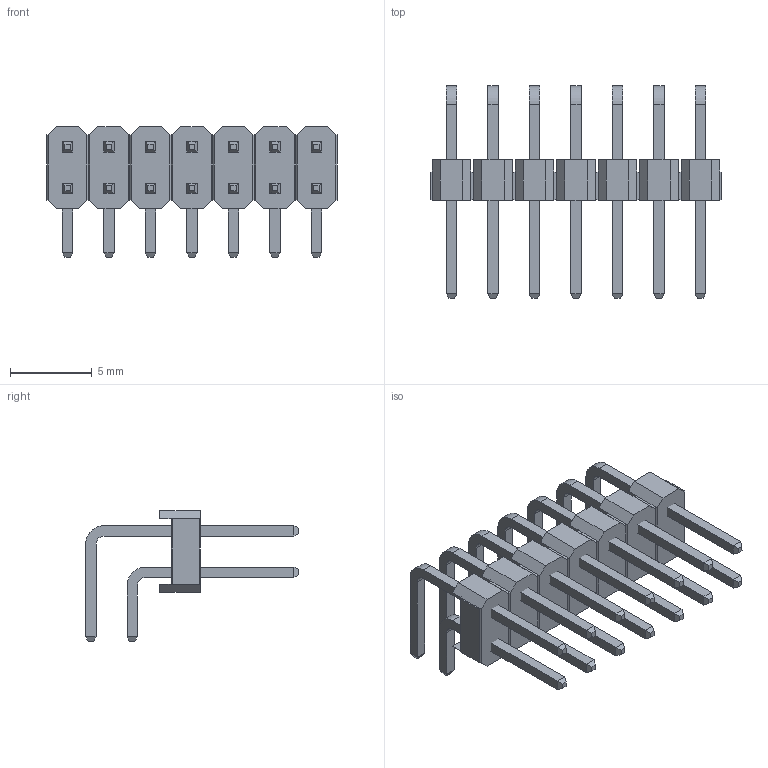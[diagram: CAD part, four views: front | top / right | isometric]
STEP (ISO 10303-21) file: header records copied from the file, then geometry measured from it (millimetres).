
FILE_DESCRIPTION(('STEP AP214'), '1');
FILE_NAME('DS1022-2x5RF11', '2017-07-15T11:40:46', ('Nobody'), (''), 'ASCON STEP Converter 1.3', 'ASCON Math Kernel', '');
FILE_SCHEMA(('AUTOMOTIVE_DESIGN { 1 0 10303 214 3 1 1}'));
Length unit declared in the file: millimetre
Assembly tree (8 placements, depth 2):
  (unnamed)
    (unnamed)
    (unnamed)  x7
Bounding box: 17.78 x 13.04 x 8 mm (x, y, z)
Volume: 254.2 mm3; surface area: 905.1 mm2
Topology: 15 solids, 15 shells, 382 faces, 860 edges, 508 vertices
Faces by surface type: plane 354, cylinder 28
Entity records: 6088 total; most frequent: CARTESIAN_POINT 775, ORIENTED_EDGE 760, DIRECTION 738, EDGE_CURVE 380, LINE 372, VECTOR 372, VERTEX_POINT 220, AXIS2_PLACEMENT_3D 183
